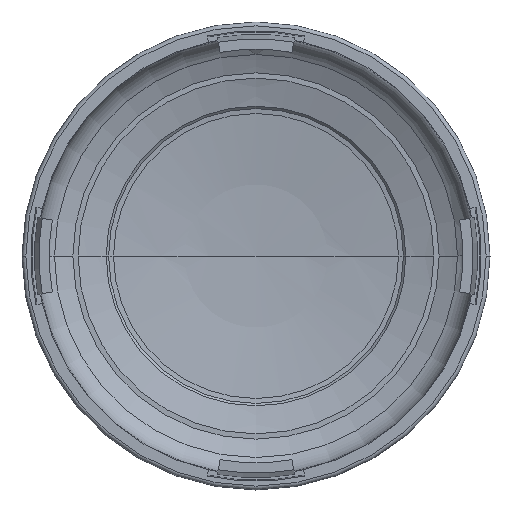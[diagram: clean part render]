
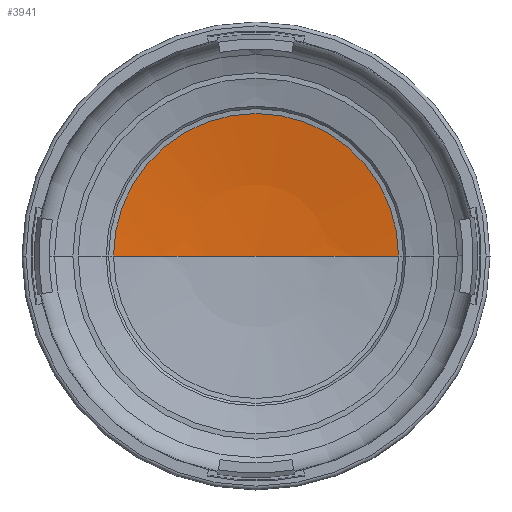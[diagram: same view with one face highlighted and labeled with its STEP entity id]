
A CAD part, front view. The second image highlights one B-rep face of the part: STEP entity #3941.
In plain terms, the highlighted spherical face has radius 50.101 mm.
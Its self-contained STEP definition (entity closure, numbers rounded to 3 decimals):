
#1069=CARTESIAN_POINT('',(0.,-15.001,0.));
#1070=DIRECTION('',(0.,0.,-1.));
#1071=DIRECTION('',(-0.152,0.988,0.));
#1072=AXIS2_PLACEMENT_3D('',#1069,#1070,#1071);
#1077=CARTESIAN_POINT('',(0.,34.519,0.));
#1078=DIRECTION('',(0.,1.,0.));
#1079=DIRECTION('',(-1.,0.,0.));
#1080=AXIS2_PLACEMENT_3D('',#1077,#1078,#1079);
#1085=CARTESIAN_POINT('',(0.,-15.001,0.));
#1086=DIRECTION('',(0.,0.,1.));
#1087=DIRECTION('',(0.152,0.988,0.));
#1088=AXIS2_PLACEMENT_3D('',#1085,#1086,#1087);
#2861=CARTESIAN_POINT('',(-7.611,34.519,0.));
#2862=VERTEX_POINT('',#2861);
#2863=CARTESIAN_POINT('',(0.,35.1,0.));
#2864=VERTEX_POINT('',#2863);
#2865=CARTESIAN_POINT('',(7.611,34.519,0.));
#2866=VERTEX_POINT('',#2865);
#3929=CARTESIAN_POINT('',(0.,-15.001,0.));
#3930=DIRECTION('',(0.,-1.,0.));
#3931=DIRECTION('',(-1.,0.,0.));
#3932=AXIS2_PLACEMENT_3D('',#3929,#3930,#3931);
#3933=SPHERICAL_SURFACE('',#3932,50.101);
#3935=ORIENTED_EDGE('',*,*,#3934,.F.);
#3936=ORIENTED_EDGE('',*,*,#3924,.T.);
#3938=ORIENTED_EDGE('',*,*,#3937,.T.);
#3939=EDGE_LOOP('',(#3935,#3936,#3938));
#3940=FACE_OUTER_BOUND('',#3939,.F.);
#3941=ADVANCED_FACE('',(#3940),#3933,.F.);
#1073=CIRCLE('',#1072,50.101);
#1081=CIRCLE('',#1080,7.611);
#1089=CIRCLE('',#1088,50.101);
#3924=EDGE_CURVE('',#2862,#2866,#1081,.T.);
#3934=EDGE_CURVE('',#2862,#2864,#1073,.T.);
#3937=EDGE_CURVE('',#2866,#2864,#1089,.T.);
